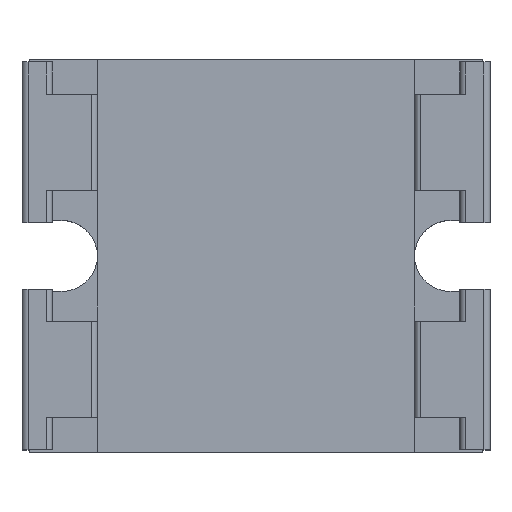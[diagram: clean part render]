
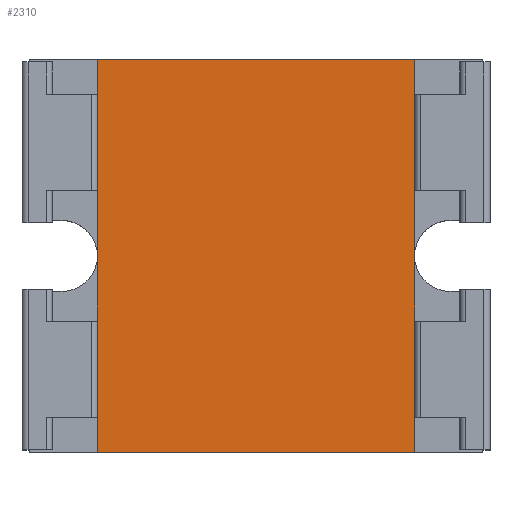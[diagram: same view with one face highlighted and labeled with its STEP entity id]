
A CAD part, top view. The second image highlights one B-rep face of the part: STEP entity #2310.
In plain terms, the highlighted planar face has unit normal (0, 0, 1).
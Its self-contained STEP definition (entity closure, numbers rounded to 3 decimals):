
#12=DIRECTION('',(0.,0.,1.));
#33=VECTOR('',#34,1.);
#34=DIRECTION('',(0.,1.,0.));
#46=DIRECTION('',(1.,0.,0.));
#57=VECTOR('',#46,1.);
#1498=ORIENTED_EDGE('',*,*,#1499,.F.);
#1499=EDGE_CURVE('',#1500,#1502,#1504,.T.);
#1500=VERTEX_POINT('',#1501);
#1501=CARTESIAN_POINT('',(-1.05,-1.3,0.55));
#1502=VERTEX_POINT('',#1503);
#1503=CARTESIAN_POINT('',(-1.05,1.3,0.55));
#1504=LINE('',#1501,#33);
#1608=ORIENTED_EDGE('',*,*,#1609,.T.);
#1609=EDGE_CURVE('',#1500,#1610,#1612,.T.);
#1610=VERTEX_POINT('',#1611);
#1611=CARTESIAN_POINT('',(1.05,-1.3,0.55));
#1612=LINE('',#1501,#57);
#2301=EDGE_CURVE('',#1502,#2302,#2304,.T.);
#2302=VERTEX_POINT('',#2303);
#2303=CARTESIAN_POINT('',(1.05,1.3,0.55));
#2304=LINE('',#1503,#57);
#2310=ADVANCED_FACE('',(#2311),#2317,.T.);
#2311=FACE_BOUND('',#2312,.T.);
#2312=EDGE_LOOP('',(#1498,#1608,#2313,#2316));
#2313=ORIENTED_EDGE('',*,*,#2314,.T.);
#2314=EDGE_CURVE('',#1610,#2302,#2315,.T.);
#2315=LINE('',#1611,#33);
#2316=ORIENTED_EDGE('',*,*,#2301,.F.);
#2317=PLANE('',#2318);
#2318=AXIS2_PLACEMENT_3D('',#1501,#12,#46);
